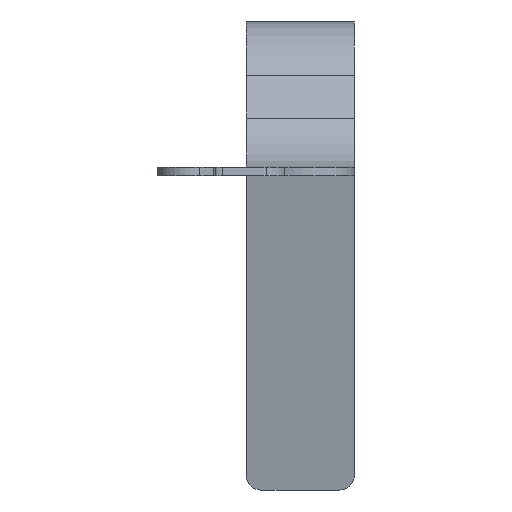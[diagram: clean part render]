
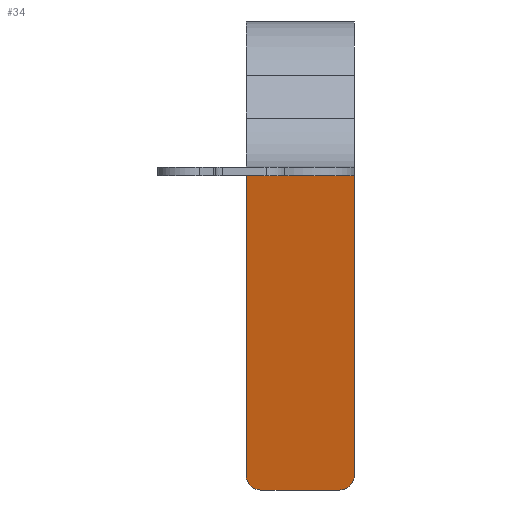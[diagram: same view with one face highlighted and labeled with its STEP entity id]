
A CAD part, front view. The second image highlights one B-rep face of the part: STEP entity #34.
In plain terms, the highlighted planar face has unit normal (0, -0.985, -0.174).
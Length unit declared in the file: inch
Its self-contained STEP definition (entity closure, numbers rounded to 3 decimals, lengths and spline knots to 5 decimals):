
#9 = VERTEX_POINT ( 'NONE', #576 ) ;
#12 = EDGE_CURVE ( 'NONE', #452, #289, #1120, .T. ) ;
#34 = ADVANCED_FACE ( 'NONE', ( #748 ), #935, .F. ) ;
#44 = ORIENTED_EDGE ( 'NONE', *, *, #737, .T. ) ;
#54 = DIRECTION ( 'NONE',  ( 0., -0.985, -0.174 ) ) ;
#56 = EDGE_CURVE ( 'NONE', #9, #408, #822, .T. ) ;
#62 = VECTOR ( 'NONE', #692, 39.37008 ) ;
#72 = AXIS2_PLACEMENT_3D ( 'NONE', #262, #1028, #505 ) ;
#101 = ORIENTED_EDGE ( 'NONE', *, *, #678, .T. ) ;
#136 = EDGE_LOOP ( 'NONE', ( #809, #1054, #743, #810, #44, #101 ) ) ;
#163 = CARTESIAN_POINT ( 'NONE',  ( 0., 0.05809, 0.10672 ) ) ;
#199 = CARTESIAN_POINT ( 'NONE',  ( -0.011, 0.08796, -0.06266 ) ) ;
#234 = EDGE_CURVE ( 'NONE', #1100, #9, #765, .T. ) ;
#254 = DIRECTION ( 'NONE',  ( 1., 0., 0. ) ) ;
#262 = CARTESIAN_POINT ( 'NONE',  ( -0.008, 0.08796, -0.06266 ) ) ;
#289 = VERTEX_POINT ( 'NONE', #707 ) ;
#308 = EDGE_CURVE ( 'NONE', #408, #452, #712, .T. ) ;
#365 = DIRECTION ( 'NONE',  ( 1., 0., 0. ) ) ;
#380 = VECTOR ( 'NONE', #365, 39.37008 ) ;
#384 = VECTOR ( 'NONE', #536, 39.37008 ) ;
#389 = CARTESIAN_POINT ( 'NONE',  ( 0.008, 0.08848, -0.06562 ) ) ;
#391 = CIRCLE ( 'NONE', #1045, 0.003 ) ;
#408 = VERTEX_POINT ( 'NONE', #549 ) ;
#411 = VECTOR ( 'NONE', #855, 39.37008 ) ;
#417 = DIRECTION ( 'NONE',  ( 0., 0.985, 0.174 ) ) ;
#452 = VERTEX_POINT ( 'NONE', #562 ) ;
#505 = DIRECTION ( 'NONE',  ( -1., 0., 0. ) ) ;
#512 = CARTESIAN_POINT ( 'NONE',  ( 0., 0.07492, 0.01126 ) ) ;
#536 = DIRECTION ( 'NONE',  ( 0., 0.174, -0.985 ) ) ;
#549 = CARTESIAN_POINT ( 'NONE',  ( -0.011, 0.07492, 0.01126 ) ) ;
#562 = CARTESIAN_POINT ( 'NONE',  ( -0.011, 0.08796, -0.06266 ) ) ;
#576 = CARTESIAN_POINT ( 'NONE',  ( 0.011, 0.07492, 0.01126 ) ) ;
#666 = CARTESIAN_POINT ( 'NONE',  ( 0.008, 0.08796, -0.06266 ) ) ;
#678 = EDGE_CURVE ( 'NONE', #923, #1100, #391, .T. ) ;
#692 = DIRECTION ( 'NONE',  ( 0., -0.174, 0.985 ) ) ;
#707 = CARTESIAN_POINT ( 'NONE',  ( -0.008, 0.08848, -0.06562 ) ) ;
#712 = LINE ( 'NONE', #199, #384 ) ;
#737 = EDGE_CURVE ( 'NONE', #289, #923, #832, .T. ) ;
#743 = ORIENTED_EDGE ( 'NONE', *, *, #308, .T. ) ;
#748 = FACE_OUTER_BOUND ( 'NONE', #136, .T. ) ;
#752 = CARTESIAN_POINT ( 'NONE',  ( 0.011, 0.08796, -0.06266 ) ) ;
#765 = LINE ( 'NONE', #863, #62 ) ;
#809 = ORIENTED_EDGE ( 'NONE', *, *, #234, .T. ) ;
#810 = ORIENTED_EDGE ( 'NONE', *, *, #12, .T. ) ;
#822 = LINE ( 'NONE', #512, #411 ) ;
#832 = LINE ( 'NONE', #1042, #380 ) ;
#854 = DIRECTION ( 'NONE',  ( -1., 0., 0. ) ) ;
#855 = DIRECTION ( 'NONE',  ( -1., 0., 0. ) ) ;
#863 = CARTESIAN_POINT ( 'NONE',  ( 0.011, 0.08796, -0.06266 ) ) ;
#923 = VERTEX_POINT ( 'NONE', #389 ) ;
#935 = PLANE ( 'NONE',  #1071 ) ;
#1028 = DIRECTION ( 'NONE',  ( 0., -0.985, -0.174 ) ) ;
#1042 = CARTESIAN_POINT ( 'NONE',  ( 0.005, 0.08848, -0.06562 ) ) ;
#1045 = AXIS2_PLACEMENT_3D ( 'NONE', #666, #54, #854 ) ;
#1054 = ORIENTED_EDGE ( 'NONE', *, *, #56, .T. ) ;
#1071 = AXIS2_PLACEMENT_3D ( 'NONE', #163, #417, #254 ) ;
#1100 = VERTEX_POINT ( 'NONE', #752 ) ;
#1120 = CIRCLE ( 'NONE', #72, 0.003 ) ;
